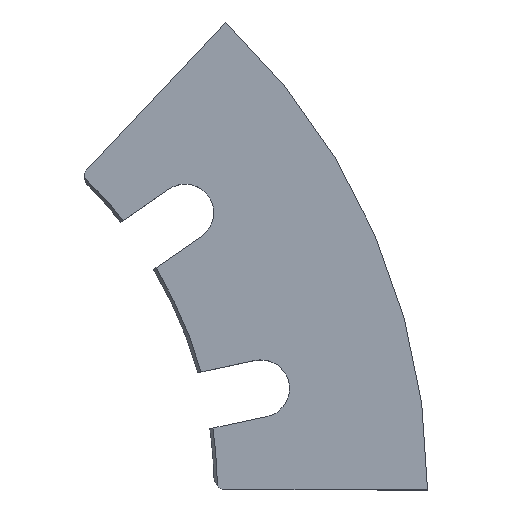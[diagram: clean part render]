
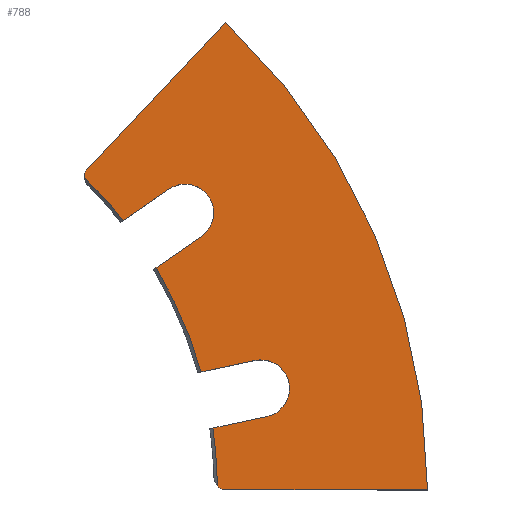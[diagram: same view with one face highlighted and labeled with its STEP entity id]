
A CAD part, top view. The second image highlights one B-rep face of the part: STEP entity #788.
In plain terms, the highlighted planar face has unit normal (0, 0, 1).
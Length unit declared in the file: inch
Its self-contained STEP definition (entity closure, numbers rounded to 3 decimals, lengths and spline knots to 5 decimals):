
#6 = CIRCLE ( 'NONE', #36, 4.25 ) ;
#8 = DIRECTION ( 'NONE',  ( 0.686, 0.727, 0. ) ) ;
#19 = CIRCLE ( 'NONE', #671, 0.28125 ) ;
#22 = DIRECTION ( 'NONE',  ( 1., 0., 0. ) ) ;
#23 = VERTEX_POINT ( 'NONE', #595 ) ;
#27 = ORIENTED_EDGE ( 'NONE', *, *, #888, .T. ) ;
#30 = CARTESIAN_POINT ( 'NONE',  ( 0., 0., 0. ) ) ;
#34 = DIRECTION ( 'NONE',  ( 0., 0., 1. ) ) ;
#36 = AXIS2_PLACEMENT_3D ( 'NONE', #541, #531, #370 ) ;
#42 = EDGE_CURVE ( 'NONE', #898, #647, #166, .T. ) ;
#50 = EDGE_CURVE ( 'NONE', #668, #739, #294, .T. ) ;
#68 = CARTESIAN_POINT ( 'NONE',  ( 4.61843, 1.26962, 0. ) ) ;
#73 = CARTESIAN_POINT ( 'NONE',  ( 2.89552, 3.06854, 0. ) ) ;
#77 = VECTOR ( 'NONE', #808, 39.37008 ) ;
#82 = CARTESIAN_POINT ( 'NONE',  ( 4.67693, 0.99452, 0. ) ) ;
#86 = DIRECTION ( 'NONE',  ( 1., 0., 0. ) ) ;
#87 = DIRECTION ( 'NONE',  ( 0., 0., 1. ) ) ;
#90 = DIRECTION ( 'NONE',  ( 0., 0., 1. ) ) ;
#103 = ORIENTED_EDGE ( 'NONE', *, *, #212, .T. ) ;
#104 = CARTESIAN_POINT ( 'NONE',  ( 4.08944, 1.15713, 0. ) ) ;
#105 = AXIS2_PLACEMENT_3D ( 'NONE', #741, #751, #875 ) ;
#111 = EDGE_CURVE ( 'NONE', #23, #314, #466, .T. ) ;
#112 = EDGE_CURVE ( 'NONE', #779, #533, #761, .T. ) ;
#151 = DIRECTION ( 'NONE',  ( 0., 0., -1. ) ) ;
#152 = VECTOR ( 'NONE', #163, 39.37008 ) ;
#153 = DIRECTION ( 'NONE',  ( 1., 0., 0. ) ) ;
#163 = DIRECTION ( 'NONE',  ( -0.978, -0.208, 0. ) ) ;
#166 = CIRCLE ( 'NONE', #701, 6.3125 ) ;
#174 = CARTESIAN_POINT ( 'NONE',  ( 4.09306, 2.4877, 0. ) ) ;
#191 = DIRECTION ( 'NONE',  ( 0., 0., -1. ) ) ;
#201 = CARTESIAN_POINT ( 'NONE',  ( 3.6482, 2.18016, 0. ) ) ;
#207 = EDGE_CURVE ( 'NONE', #514, #708, #244, .T. ) ;
#208 = CARTESIAN_POINT ( 'NONE',  ( 4.2498, 0.04081, 0. ) ) ;
#212 = EDGE_CURVE ( 'NONE', #314, #387, #685, .T. ) ;
#213 = ORIENTED_EDGE ( 'NONE', *, *, #207, .T. ) ;
#225 = CARTESIAN_POINT ( 'NONE',  ( 4.3422, 0., 0. ) ) ;
#230 = CARTESIAN_POINT ( 'NONE',  ( 3.93313, 2.71905, 0. ) ) ;
#244 = CIRCLE ( 'NONE', #502, 4.25 ) ;
#247 = AXIS2_PLACEMENT_3D ( 'NONE', #230, #315, #522 ) ;
#257 = CARTESIAN_POINT ( 'NONE',  ( 2.98008, 3.15814, 0. ) ) ;
#266 = CARTESIAN_POINT ( 'NONE',  ( 3.77319, 2.9504, 0. ) ) ;
#288 = VERTEX_POINT ( 'NONE', #646 ) ;
#290 = ORIENTED_EDGE ( 'NONE', *, *, #879, .T. ) ;
#292 = ORIENTED_EDGE ( 'NONE', *, *, #111, .T. ) ;
#294 = CIRCLE ( 'NONE', #410, 0.28125 ) ;
#301 = VERTEX_POINT ( 'NONE', #342 ) ;
#303 = CARTESIAN_POINT ( 'NONE',  ( 3.07099, 3.07235, 0. ) ) ;
#307 = VERTEX_POINT ( 'NONE', #225 ) ;
#314 = VERTEX_POINT ( 'NONE', #201 ) ;
#315 = DIRECTION ( 'NONE',  ( 0., 0., 1. ) ) ;
#325 = VERTEX_POINT ( 'NONE', #727 ) ;
#327 = DIRECTION ( 'NONE',  ( -0.823, -0.569, 0. ) ) ;
#342 = CARTESIAN_POINT ( 'NONE',  ( 4.73543, 0.71942, 0. ) ) ;
#349 = DIRECTION ( 'NONE',  ( 1., 0., 0. ) ) ;
#350 = CIRCLE ( 'NONE', #471, 0.28125 ) ;
#353 = AXIS2_PLACEMENT_3D ( 'NONE', #303, #606, #679 ) ;
#357 = LINE ( 'NONE', #510, #804 ) ;
#360 = CARTESIAN_POINT ( 'NONE',  ( 3.77319, 2.9504, 0. ) ) ;
#366 = PLANE ( 'NONE',  #521 ) ;
#370 = DIRECTION ( 'NONE',  ( 1., 0., 0. ) ) ;
#376 = EDGE_CURVE ( 'NONE', #708, #307, #563, .T. ) ;
#379 = AXIS2_PLACEMENT_3D ( 'NONE', #416, #191, #706 ) ;
#387 = VERTEX_POINT ( 'NONE', #104 ) ;
#398 = VECTOR ( 'NONE', #8, 39.37008 ) ;
#405 = EDGE_CURVE ( 'NONE', #23, #288, #350, .T. ) ;
#410 = AXIS2_PLACEMENT_3D ( 'NONE', #82, #87, #22 ) ;
#416 = CARTESIAN_POINT ( 'NONE',  ( 0., 0., 0. ) ) ;
#418 = CARTESIAN_POINT ( 'NONE',  ( 3.32833, 2.64286, 0. ) ) ;
#422 = LINE ( 'NONE', #73, #398 ) ;
#439 = ORIENTED_EDGE ( 'NONE', *, *, #112, .F. ) ;
#447 = EDGE_CURVE ( 'NONE', #301, #668, #19, .T. ) ;
#448 = CARTESIAN_POINT ( 'NONE',  ( 3.93313, 2.71905, 0. ) ) ;
#452 = ORIENTED_EDGE ( 'NONE', *, *, #913, .T. ) ;
#453 = CARTESIAN_POINT ( 'NONE',  ( 6.3125, 0., 0. ) ) ;
#466 = LINE ( 'NONE', #174, #911 ) ;
#471 = AXIS2_PLACEMENT_3D ( 'NONE', #448, #90, #613 ) ;
#475 = DIRECTION ( 'NONE',  ( -0.823, -0.569, 0. ) ) ;
#476 = ORIENTED_EDGE ( 'NONE', *, *, #447, .F. ) ;
#488 = EDGE_LOOP ( 'NONE', ( #213, #691, #824, #864, #878, #452, #290, #439, #544, #930, #292, #103, #856, #591, #476, #27 ) ) ;
#500 = CARTESIAN_POINT ( 'NONE',  ( 4.3323, 4.59117, 0. ) ) ;
#502 = AXIS2_PLACEMENT_3D ( 'NONE', #30, #151, #349 ) ;
#510 = CARTESIAN_POINT ( 'NONE',  ( 4.219, 0., 0. ) ) ;
#514 = VERTEX_POINT ( 'NONE', #773 ) ;
#515 = CARTESIAN_POINT ( 'NONE',  ( 4.95818, 0.99452, 0. ) ) ;
#517 = CARTESIAN_POINT ( 'NONE',  ( 0., 0., 0. ) ) ;
#521 = AXIS2_PLACEMENT_3D ( 'NONE', #801, #657, #661 ) ;
#522 = DIRECTION ( 'NONE',  ( 1., 0., 0. ) ) ;
#531 = DIRECTION ( 'NONE',  ( 0., 0., -1. ) ) ;
#533 = VERTEX_POINT ( 'NONE', #418 ) ;
#537 = CIRCLE ( 'NONE', #247, 0.28125 ) ;
#541 = CARTESIAN_POINT ( 'NONE',  ( 0., 0., 0. ) ) ;
#544 = ORIENTED_EDGE ( 'NONE', *, *, #885, .F. ) ;
#563 = CIRCLE ( 'NONE', #105, 0.125 ) ;
#576 = DIRECTION ( 'NONE',  ( 1., 0., 0. ) ) ;
#591 = ORIENTED_EDGE ( 'NONE', *, *, #50, .F. ) ;
#592 = CARTESIAN_POINT ( 'NONE',  ( 4.61843, 1.26962, 0. ) ) ;
#595 = CARTESIAN_POINT ( 'NONE',  ( 4.09306, 2.4877, 0. ) ) ;
#597 = VERTEX_POINT ( 'NONE', #257 ) ;
#606 = DIRECTION ( 'NONE',  ( 0., 0., 1. ) ) ;
#610 = VECTOR ( 'NONE', #327, 39.37008 ) ;
#613 = DIRECTION ( 'NONE',  ( 1., 0., 0. ) ) ;
#646 = CARTESIAN_POINT ( 'NONE',  ( 4.21438, 2.71905, 0. ) ) ;
#647 = VERTEX_POINT ( 'NONE', #500 ) ;
#657 = DIRECTION ( 'NONE',  ( 0., 0., 1. ) ) ;
#661 = DIRECTION ( 'NONE',  ( 1., 0., 0. ) ) ;
#665 = CARTESIAN_POINT ( 'NONE',  ( 4.73543, 0.71942, 0. ) ) ;
#668 = VERTEX_POINT ( 'NONE', #515 ) ;
#671 = AXIS2_PLACEMENT_3D ( 'NONE', #680, #34, #86 ) ;
#679 = DIRECTION ( 'NONE',  ( 1., 0., 0. ) ) ;
#680 = CARTESIAN_POINT ( 'NONE',  ( 4.67693, 0.99452, 0. ) ) ;
#685 = CIRCLE ( 'NONE', #379, 4.25 ) ;
#691 = ORIENTED_EDGE ( 'NONE', *, *, #376, .T. ) ;
#693 = EDGE_CURVE ( 'NONE', #597, #647, #422, .T. ) ;
#701 = AXIS2_PLACEMENT_3D ( 'NONE', #517, #805, #153 ) ;
#706 = DIRECTION ( 'NONE',  ( 1., 0., 0. ) ) ;
#708 = VERTEX_POINT ( 'NONE', #208 ) ;
#726 = FACE_OUTER_BOUND ( 'NONE', #488, .T. ) ;
#727 = CARTESIAN_POINT ( 'NONE',  ( 2.94635, 3.06293, 0. ) ) ;
#739 = VERTEX_POINT ( 'NONE', #68 ) ;
#741 = CARTESIAN_POINT ( 'NONE',  ( 4.3422, 0.125, 0. ) ) ;
#742 = EDGE_CURVE ( 'NONE', #307, #898, #357, .T. ) ;
#750 = LINE ( 'NONE', #592, #77 ) ;
#751 = DIRECTION ( 'NONE',  ( 0., 0., 1. ) ) ;
#761 = LINE ( 'NONE', #266, #610 ) ;
#773 = CARTESIAN_POINT ( 'NONE',  ( 4.20644, 0.60693, 0. ) ) ;
#774 = CIRCLE ( 'NONE', #353, 0.125 ) ;
#779 = VERTEX_POINT ( 'NONE', #360 ) ;
#788 = ADVANCED_FACE ( 'NONE', ( #726 ), #366, .T. ) ;
#801 = CARTESIAN_POINT ( 'NONE',  ( 0., 0., 0. ) ) ;
#804 = VECTOR ( 'NONE', #576, 39.37008 ) ;
#805 = DIRECTION ( 'NONE',  ( 0., 0., 1. ) ) ;
#808 = DIRECTION ( 'NONE',  ( -0.978, -0.208, 0. ) ) ;
#812 = LINE ( 'NONE', #665, #152 ) ;
#813 = EDGE_CURVE ( 'NONE', #739, #387, #750, .T. ) ;
#824 = ORIENTED_EDGE ( 'NONE', *, *, #742, .T. ) ;
#856 = ORIENTED_EDGE ( 'NONE', *, *, #813, .F. ) ;
#864 = ORIENTED_EDGE ( 'NONE', *, *, #42, .T. ) ;
#875 = DIRECTION ( 'NONE',  ( 1., 0., 0. ) ) ;
#878 = ORIENTED_EDGE ( 'NONE', *, *, #693, .F. ) ;
#879 = EDGE_CURVE ( 'NONE', #325, #533, #6, .T. ) ;
#885 = EDGE_CURVE ( 'NONE', #288, #779, #537, .T. ) ;
#888 = EDGE_CURVE ( 'NONE', #301, #514, #812, .T. ) ;
#898 = VERTEX_POINT ( 'NONE', #453 ) ;
#911 = VECTOR ( 'NONE', #475, 39.37008 ) ;
#913 = EDGE_CURVE ( 'NONE', #597, #325, #774, .T. ) ;
#930 = ORIENTED_EDGE ( 'NONE', *, *, #405, .F. ) ;
